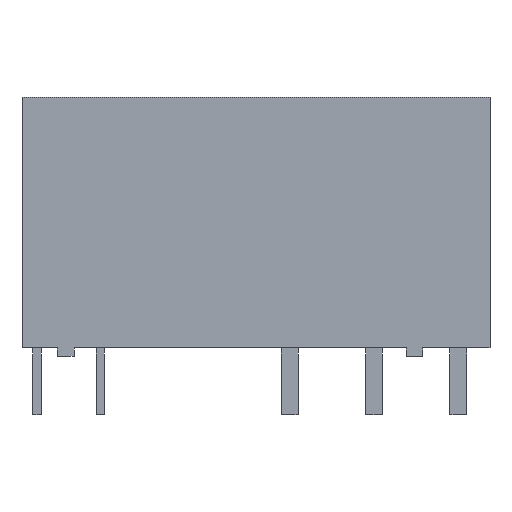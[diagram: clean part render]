
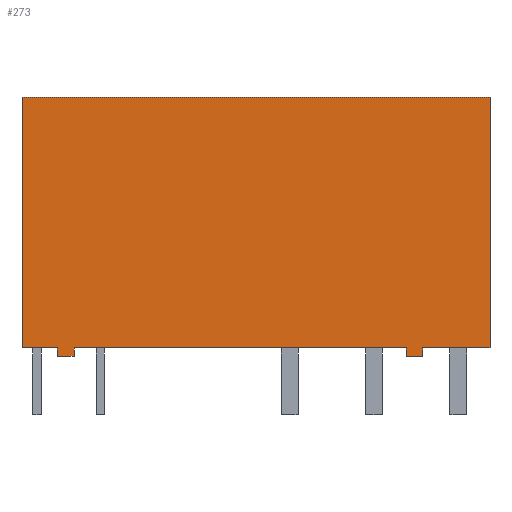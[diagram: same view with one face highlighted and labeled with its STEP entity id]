
A CAD part, front view. The second image highlights one B-rep face of the part: STEP entity #273.
In plain terms, the highlighted planar face has unit normal (0, -1, 0).
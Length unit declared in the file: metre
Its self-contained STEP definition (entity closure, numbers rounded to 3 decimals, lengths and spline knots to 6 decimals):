
#203 = EDGE_CURVE( '', #565, #566, #567, .T. );
#225 = EDGE_CURVE( '', #604, #542, #605, .T. );
#227 = EDGE_CURVE( '', #570, #607, #608, .T. );
#273 = ADVANCED_FACE( '', ( #682 ), #683, .F. );
#277 = EDGE_CURVE( '', #566, #689, #690, .T. );
#299 = EDGE_CURVE( '', #667, #722, #723, .T. );
#351 = EDGE_CURVE( '', #743, #796, #797, .T. );
#415 = EDGE_CURVE( '', #542, #565, #878, .T. );
#419 = EDGE_CURVE( '', #841, #667, #882, .T. );
#495 = EDGE_CURVE( '', #722, #604, #973, .T. );
#503 = EDGE_CURVE( '', #841, #570, #982, .T. );
#519 = EDGE_CURVE( '', #689, #743, #1001, .T. );
#521 = EDGE_CURVE( '', #607, #796, #1003, .T. );
#542 = VERTEX_POINT( '', #1016 );
#565 = VERTEX_POINT( '', #1049 );
#566 = VERTEX_POINT( '', #1050 );
#567 = LINE( '', #1051, #1052 );
#570 = VERTEX_POINT( '', #1056 );
#604 = VERTEX_POINT( '', #1106 );
#605 = LINE( '', #1107, #1108 );
#607 = VERTEX_POINT( '', #1111 );
#608 = LINE( '', #1112, #1113 );
#667 = VERTEX_POINT( '', #1197 );
#682 = FACE_OUTER_BOUND( '', #1221, .T. );
#683 = PLANE( '', #1222 );
#689 = VERTEX_POINT( '', #1231 );
#690 = LINE( '', #1232, #1233 );
#722 = VERTEX_POINT( '', #1276 );
#723 = LINE( '', #1277, #1278 );
#743 = VERTEX_POINT( '', #1305 );
#796 = VERTEX_POINT( '', #1380 );
#797 = LINE( '', #1381, #1382 );
#841 = VERTEX_POINT( '', #1459 );
#878 = LINE( '', #1512, #1513 );
#882 = LINE( '', #1520, #1521 );
#973 = LINE( '', #1667, #1668 );
#982 = LINE( '', #1682, #1683 );
#1001 = LINE( '', #1711, #1712 );
#1003 = LINE( '', #1715, #1716 );
#1016 = CARTESIAN_POINT( '', ( -0.010819, -0.002488, 0.0005 ) );
#1049 = CARTESIAN_POINT( '', ( 0.009048, -0.002488, 0.0005 ) );
#1050 = CARTESIAN_POINT( '', ( 0.009048, -0.002488, 0. ) );
#1051 = CARTESIAN_POINT( '', ( 0.009048, -0.002488, 0.001 ) );
#1052 = VECTOR( '', #1734, 1. );
#1056 = CARTESIAN_POINT( '', ( -0.013935, -0.002488, 0.0155 ) );
#1106 = CARTESIAN_POINT( '', ( -0.010819, -0.002488, 0. ) );
#1107 = CARTESIAN_POINT( '', ( -0.010819, -0.002488, 0. ) );
#1108 = VECTOR( '', #1759, 1. );
#1111 = CARTESIAN_POINT( '', ( 0.014065, -0.002488, 0.0155 ) );
#1112 = CARTESIAN_POINT( '', ( 0.014165, -0.002488, 0.0155 ) );
#1113 = VECTOR( '', #1760, 1. );
#1197 = CARTESIAN_POINT( '', ( -0.011819, -0.002488, 0.0005 ) );
#1221 = EDGE_LOOP( '', ( #1819, #1820, #1821, #1822, #1823, #1824, #1825, #1826, #1827, #1828, #1829, #1830 ) );
#1222 = AXIS2_PLACEMENT_3D( '', #1831, #1832, #1833 );
#1231 = CARTESIAN_POINT( '', ( 0.010048, -0.002488, 0. ) );
#1232 = CARTESIAN_POINT( '', ( 0.009048, -0.002488, 0. ) );
#1233 = VECTOR( '', #1835, 1. );
#1276 = CARTESIAN_POINT( '', ( -0.011819, -0.002488, 0. ) );
#1277 = CARTESIAN_POINT( '', ( -0.011819, -0.002488, 0.001 ) );
#1278 = VECTOR( '', #1881, 1. );
#1305 = CARTESIAN_POINT( '', ( 0.010048, -0.002488, 0.0005 ) );
#1380 = CARTESIAN_POINT( '', ( 0.014065, -0.002488, 0.0005 ) );
#1381 = CARTESIAN_POINT( '', ( 0.014165, -0.002488, 0.0005 ) );
#1382 = VECTOR( '', #1992, 1. );
#1459 = CARTESIAN_POINT( '', ( -0.013935, -0.002488, 0.0005 ) );
#1512 = CARTESIAN_POINT( '', ( 0.014165, -0.002488, 0.0005 ) );
#1513 = VECTOR( '', #2109, 1. );
#1520 = CARTESIAN_POINT( '', ( 0.014165, -0.002488, 0.0005 ) );
#1521 = VECTOR( '', #2111, 1. );
#1667 = CARTESIAN_POINT( '', ( -0.011819, -0.002488, 0. ) );
#1668 = VECTOR( '', #2219, 1. );
#1682 = CARTESIAN_POINT( '', ( -0.013935, -0.002488, 0.0005 ) );
#1683 = VECTOR( '', #2230, 1. );
#1711 = CARTESIAN_POINT( '', ( 0.010048, -0.002488, 0. ) );
#1712 = VECTOR( '', #2259, 1. );
#1715 = CARTESIAN_POINT( '', ( 0.014065, -0.002488, 0.0005 ) );
#1716 = VECTOR( '', #2260, 1. );
#1734 = DIRECTION( '', ( 0., 0., -1. ) );
#1759 = DIRECTION( '', ( 0., 0., 1. ) );
#1760 = DIRECTION( '', ( 1., 0., 0. ) );
#1819 = ORIENTED_EDGE( '', *, *, #351, .T. );
#1820 = ORIENTED_EDGE( '', *, *, #521, .F. );
#1821 = ORIENTED_EDGE( '', *, *, #227, .F. );
#1822 = ORIENTED_EDGE( '', *, *, #503, .F. );
#1823 = ORIENTED_EDGE( '', *, *, #419, .T. );
#1824 = ORIENTED_EDGE( '', *, *, #299, .T. );
#1825 = ORIENTED_EDGE( '', *, *, #495, .T. );
#1826 = ORIENTED_EDGE( '', *, *, #225, .T. );
#1827 = ORIENTED_EDGE( '', *, *, #415, .T. );
#1828 = ORIENTED_EDGE( '', *, *, #203, .T. );
#1829 = ORIENTED_EDGE( '', *, *, #277, .T. );
#1830 = ORIENTED_EDGE( '', *, *, #519, .T. );
#1831 = CARTESIAN_POINT( '', ( -0.013935, -0.002488, 0.0005 ) );
#1832 = DIRECTION( '', ( 0., 1., 0. ) );
#1833 = DIRECTION( '', ( 1., 0., 0. ) );
#1835 = DIRECTION( '', ( 1., 0., 0. ) );
#1881 = DIRECTION( '', ( 0., 0., -1. ) );
#1992 = DIRECTION( '', ( 1., 0., 0. ) );
#2109 = DIRECTION( '', ( 1., 0., 0. ) );
#2111 = DIRECTION( '', ( 1., 0., 0. ) );
#2219 = DIRECTION( '', ( 1., 0., 0. ) );
#2230 = DIRECTION( '', ( 0., 0., 1. ) );
#2259 = DIRECTION( '', ( 0., 0., 1. ) );
#2260 = DIRECTION( '', ( 0., 0., -1. ) );
